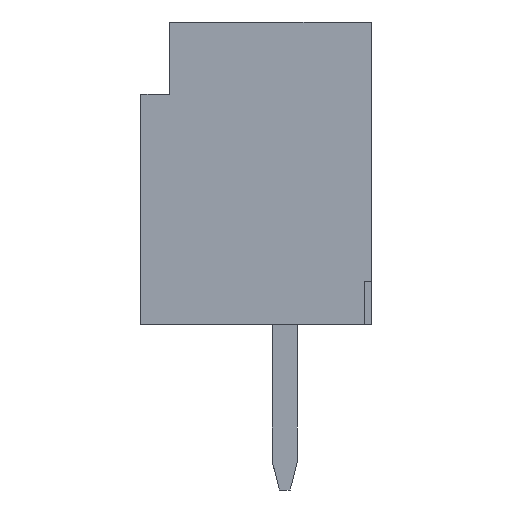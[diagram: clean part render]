
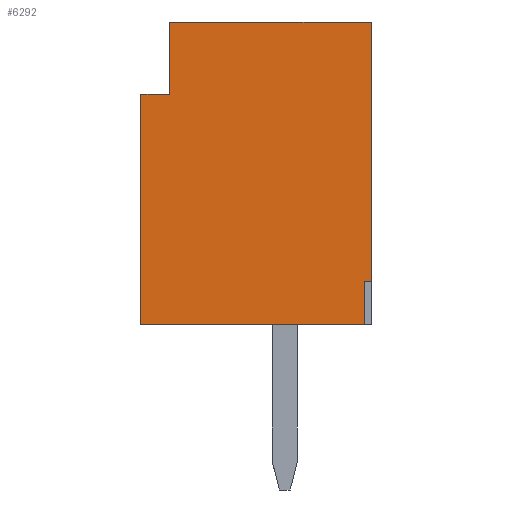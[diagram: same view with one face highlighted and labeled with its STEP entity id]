
A CAD part, left-side view. The second image highlights one B-rep face of the part: STEP entity #6292.
In plain terms, the highlighted face is planar.
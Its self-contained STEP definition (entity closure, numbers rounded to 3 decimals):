
#646=ORIENTED_EDGE('',*,*,#1573,.F.);
#647=ORIENTED_EDGE('',*,*,#1580,.T.);
#648=ORIENTED_EDGE('',*,*,#1787,.F.);
#649=ORIENTED_EDGE('',*,*,#1788,.F.);
#650=ORIENTED_EDGE('',*,*,#1770,.F.);
#651=ORIENTED_EDGE('',*,*,#1752,.T.);
#652=ORIENTED_EDGE('',*,*,#1789,.F.);
#653=ORIENTED_EDGE('',*,*,#1790,.F.);
#1573=EDGE_CURVE('',#2203,#2204,#2676,.T.);
#1580=EDGE_CURVE('',#2203,#2208,#2683,.T.);
#1752=EDGE_CURVE('',#2320,#2319,#2855,.T.);
#1770=EDGE_CURVE('',#2320,#2330,#2873,.T.);
#1787=EDGE_CURVE('',#2333,#2208,#2890,.T.);
#1788=EDGE_CURVE('',#2330,#2333,#2891,.T.);
#1789=EDGE_CURVE('',#2334,#2319,#2892,.T.);
#1790=EDGE_CURVE('',#2204,#2334,#2893,.T.);
#2203=VERTEX_POINT('',#8216);
#2204=VERTEX_POINT('',#8218);
#2208=VERTEX_POINT('',#8230);
#2319=VERTEX_POINT('',#8575);
#2320=VERTEX_POINT('',#8577);
#2330=VERTEX_POINT('',#8608);
#2333=VERTEX_POINT('',#8643);
#2334=VERTEX_POINT('',#8646);
#2676=LINE('',#8217,#3343);
#2683=LINE('',#8231,#3350);
#2855=LINE('',#8576,#3522);
#2873=LINE('',#8610,#3540);
#2890=LINE('',#8642,#3557);
#2891=LINE('',#8644,#3558);
#2892=LINE('',#8645,#3559);
#2893=LINE('',#8647,#3560);
#3343=VECTOR('',#6950,1000.);
#3350=VECTOR('',#6961,1000.);
#3522=VECTOR('',#7257,1000.);
#3540=VECTOR('',#7285,1000.);
#3557=VECTOR('',#7328,1000.);
#3558=VECTOR('',#7329,1000.);
#3559=VECTOR('',#7330,1000.);
#3560=VECTOR('',#7331,1000.);
#3931=EDGE_LOOP('',(#646,#647,#648,#649,#650,#651,#652,#653));
#4182=FACE_BOUND('',#3931,.T.);
#4426=PLANE('',#6532);
#6292=ADVANCED_FACE('',(#4182),#4426,.F.);
#6532=AXIS2_PLACEMENT_3D('',#8641,#7326,#7327);
#6950=DIRECTION('',(0.,0.,-1.));
#6961=DIRECTION('',(0.,1.,0.));
#7257=DIRECTION('',(0.,-1.,0.));
#7285=DIRECTION('',(0.,0.,1.));
#7326=DIRECTION('',(-1.,0.,0.));
#7327=DIRECTION('',(0.,0.,1.));
#7328=DIRECTION('',(0.,0.,-1.));
#7329=DIRECTION('',(0.,1.,0.));
#7330=DIRECTION('',(0.,0.,1.));
#7331=DIRECTION('',(0.,-1.,0.));
#8216=CARTESIAN_POINT('',(5.25,1.5,-1.5));
#8217=CARTESIAN_POINT('',(5.25,1.5,-1.5));
#8218=CARTESIAN_POINT('',(5.25,1.5,-2.1));
#8230=CARTESIAN_POINT('',(5.25,1.6,-1.5));
#8231=CARTESIAN_POINT('',(5.25,1.5,-1.5));
#8575=CARTESIAN_POINT('',(5.25,-1.6,1.1));
#8576=CARTESIAN_POINT('',(5.25,-1.2,1.1));
#8577=CARTESIAN_POINT('',(5.25,-1.2,1.1));
#8608=CARTESIAN_POINT('',(5.25,-1.2,2.1));
#8610=CARTESIAN_POINT('',(5.25,-1.2,1.1));
#8641=CARTESIAN_POINT('',(5.25,0.,0.));
#8642=CARTESIAN_POINT('',(5.25,1.6,2.1));
#8643=CARTESIAN_POINT('',(5.25,1.6,2.1));
#8644=CARTESIAN_POINT('',(5.25,-1.6,2.1));
#8645=CARTESIAN_POINT('',(5.25,-1.6,-2.1));
#8646=CARTESIAN_POINT('',(5.25,-1.6,-2.1));
#8647=CARTESIAN_POINT('',(5.25,1.6,-2.1));
